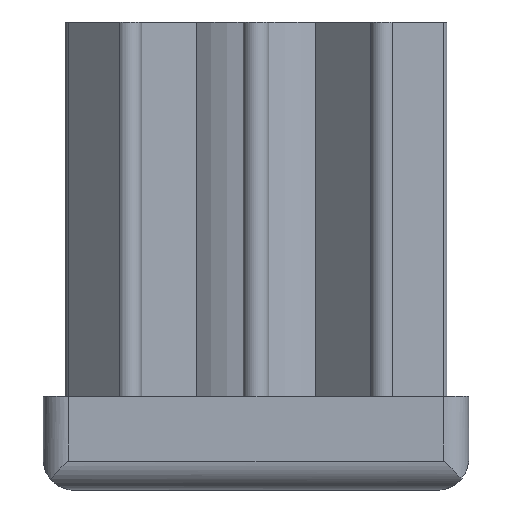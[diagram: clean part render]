
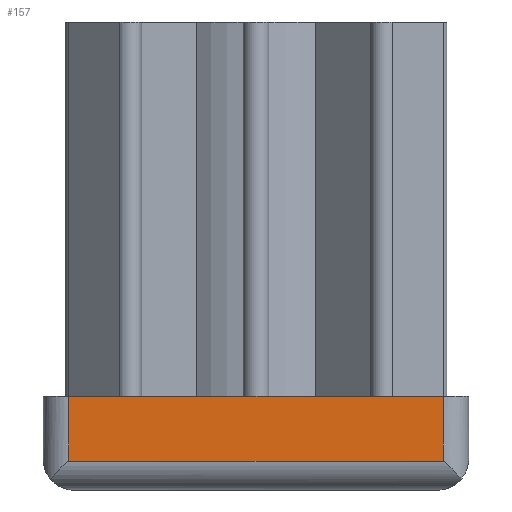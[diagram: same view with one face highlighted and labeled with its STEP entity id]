
A CAD part, front view. The second image highlights one B-rep face of the part: STEP entity #157.
In plain terms, the highlighted planar face has unit normal (0, -1, 0).
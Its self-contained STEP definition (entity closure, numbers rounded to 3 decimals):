
#157 = ADVANCED_FACE( '', ( #345 ), #346, .F. );
#345 = FACE_OUTER_BOUND( '', #560, .T. );
#346 = PLANE( '', #561 );
#560 = EDGE_LOOP( '', ( #1035, #1036, #1037, #1038 ) );
#561 = AXIS2_PLACEMENT_3D( '', #1039, #1040, #1041 );
#1035 = ORIENTED_EDGE( '', *, *, #1307, .T. );
#1036 = ORIENTED_EDGE( '', *, *, #1420, .T. );
#1037 = ORIENTED_EDGE( '', *, *, #1406, .F. );
#1038 = ORIENTED_EDGE( '', *, *, #1311, .F. );
#1039 = CARTESIAN_POINT( '', ( -22., -25., 11. ) );
#1040 = DIRECTION( '', ( 0., 1., 0. ) );
#1041 = DIRECTION( '', ( 0., 0., 1. ) );
#1307 = EDGE_CURVE( '', #1563, #1561, #1564, .T. );
#1311 = EDGE_CURVE( '', #1563, #1569, #1570, .T. );
#1406 = EDGE_CURVE( '', #1569, #1732, #1738, .T. );
#1420 = EDGE_CURVE( '', #1561, #1732, #1759, .F. );
#1561 = VERTEX_POINT( '', #1950 );
#1563 = VERTEX_POINT( '', #1965 );
#1564 = LINE( '', #1966, #1967 );
#1569 = VERTEX_POINT( '', #1973 );
#1570 = LINE( '', #1974, #1975 );
#1732 = VERTEX_POINT( '', #2190 );
#1738 = LINE( '', #2219, #2220 );
#1759 = LINE( '', #2276, #2277 );
#1950 = CARTESIAN_POINT( '', ( -22., -25., 3.396 ) );
#1965 = CARTESIAN_POINT( '', ( -22., -25., 11. ) );
#1966 = CARTESIAN_POINT( '', ( -22., -25., 11. ) );
#1967 = VECTOR( '', #2584, 1000. );
#1973 = CARTESIAN_POINT( '', ( 22., -25., 11. ) );
#1974 = CARTESIAN_POINT( '', ( -22., -25., 11. ) );
#1975 = VECTOR( '', #2589, 1000. );
#2190 = CARTESIAN_POINT( '', ( 22., -25., 3.396 ) );
#2219 = CARTESIAN_POINT( '', ( 22., -25., 11. ) );
#2220 = VECTOR( '', #2725, 1000. );
#2276 = CARTESIAN_POINT( '', ( 55., -25., 3.396 ) );
#2277 = VECTOR( '', #2736, 1000. );
#2584 = DIRECTION( '', ( 0., 0., -1. ) );
#2589 = DIRECTION( '', ( 1., 0., 0. ) );
#2725 = DIRECTION( '', ( 0., 0., -1. ) );
#2736 = DIRECTION( '', ( -1., 0., 0. ) );
